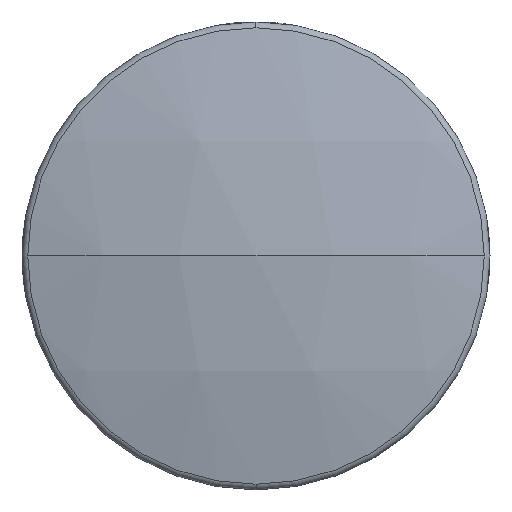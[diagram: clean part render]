
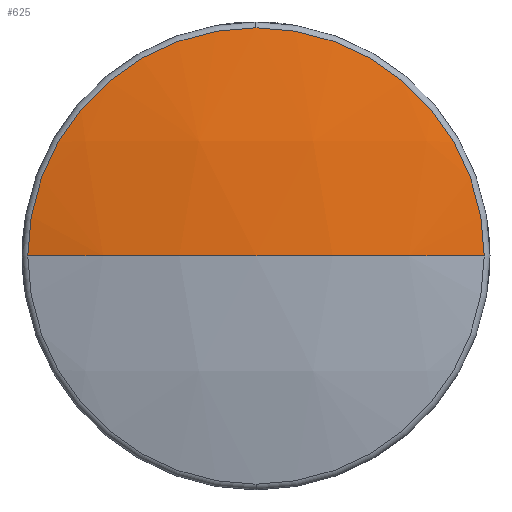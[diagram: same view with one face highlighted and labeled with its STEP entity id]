
A CAD part, left-side view. The second image highlights one B-rep face of the part: STEP entity #625.
In plain terms, the highlighted spherical face has radius 105.667 mm.
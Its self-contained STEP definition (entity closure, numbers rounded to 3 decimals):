
#3 = VERTEX_POINT ( 'NONE', #475 ) ;
#14 = SPHERICAL_SURFACE ( 'NONE', #595, 105.667 ) ;
#300 = ORIENTED_EDGE ( 'NONE', *, *, #1145, .T. ) ;
#308 = CIRCLE ( 'NONE', #2323, 105.667 ) ;
#369 = AXIS2_PLACEMENT_3D ( 'NONE', #1658, #2711, #2746 ) ;
#475 = CARTESIAN_POINT ( 'NONE',  ( 2.852, 0., 24.385 ) ) ;
#501 = AXIS2_PLACEMENT_3D ( 'NONE', #2164, #823, #1075 ) ;
#521 = CARTESIAN_POINT ( 'NONE',  ( 105.667, 0., 0. ) ) ;
#543 = CARTESIAN_POINT ( 'NONE',  ( 2.852, -24.385, 0. ) ) ;
#595 = AXIS2_PLACEMENT_3D ( 'NONE', #603, #1668, #2462 ) ;
#603 = CARTESIAN_POINT ( 'NONE',  ( 105.667, 0., 0. ) ) ;
#625 = ADVANCED_FACE ( 'NONE', ( #1708 ), #14, .T. ) ;
#659 = ORIENTED_EDGE ( 'NONE', *, *, #1041, .F. ) ;
#823 = DIRECTION ( 'NONE',  ( -1., 0., 0. ) ) ;
#971 = EDGE_LOOP ( 'NONE', ( #659, #1575, #300, #2600 ) ) ;
#1041 = EDGE_CURVE ( 'NONE', #1074, #3360, #308, .T. ) ;
#1074 = VERTEX_POINT ( 'NONE', #2144 ) ;
#1075 = DIRECTION ( 'NONE',  ( 0., 0., -1. ) ) ;
#1088 = EDGE_CURVE ( 'NONE', #1074, #2042, #3474, .T. ) ;
#1145 = EDGE_CURVE ( 'NONE', #2042, #3, #2001, .T. ) ;
#1333 = DIRECTION ( 'NONE',  ( -1., 0., 0. ) ) ;
#1575 = ORIENTED_EDGE ( 'NONE', *, *, #1088, .T. ) ;
#1614 = AXIS2_PLACEMENT_3D ( 'NONE', #2343, #2848, #3443 ) ;
#1658 = CARTESIAN_POINT ( 'NONE',  ( 105.667, 0., 0. ) ) ;
#1668 = DIRECTION ( 'NONE',  ( 0., 0., 1. ) ) ;
#1708 = FACE_OUTER_BOUND ( 'NONE', #971, .T. ) ;
#2001 = CIRCLE ( 'NONE', #501, 24.385 ) ;
#2042 = VERTEX_POINT ( 'NONE', #543 ) ;
#2144 = CARTESIAN_POINT ( 'NONE',  ( 0., 0., 0. ) ) ;
#2164 = CARTESIAN_POINT ( 'NONE',  ( 2.852, 0., 0. ) ) ;
#2299 = CIRCLE ( 'NONE', #1614, 24.385 ) ;
#2323 = AXIS2_PLACEMENT_3D ( 'NONE', #521, #3570, #1333 ) ;
#2343 = CARTESIAN_POINT ( 'NONE',  ( 2.852, 0., 0. ) ) ;
#2462 = DIRECTION ( 'NONE',  ( 0., 1., 0. ) ) ;
#2593 = EDGE_CURVE ( 'NONE', #3, #3360, #2299, .T. ) ;
#2600 = ORIENTED_EDGE ( 'NONE', *, *, #2593, .T. ) ;
#2711 = DIRECTION ( 'NONE',  ( 0., 0., 1. ) ) ;
#2746 = DIRECTION ( 'NONE',  ( 0., -1., 0. ) ) ;
#2848 = DIRECTION ( 'NONE',  ( -1., 0., 0. ) ) ;
#3010 = CARTESIAN_POINT ( 'NONE',  ( 2.852, 24.385, 0. ) ) ;
#3360 = VERTEX_POINT ( 'NONE', #3010 ) ;
#3443 = DIRECTION ( 'NONE',  ( 0., 0., -1. ) ) ;
#3474 = CIRCLE ( 'NONE', #369, 105.667 ) ;
#3570 = DIRECTION ( 'NONE',  ( 0., 0., -1. ) ) ;
